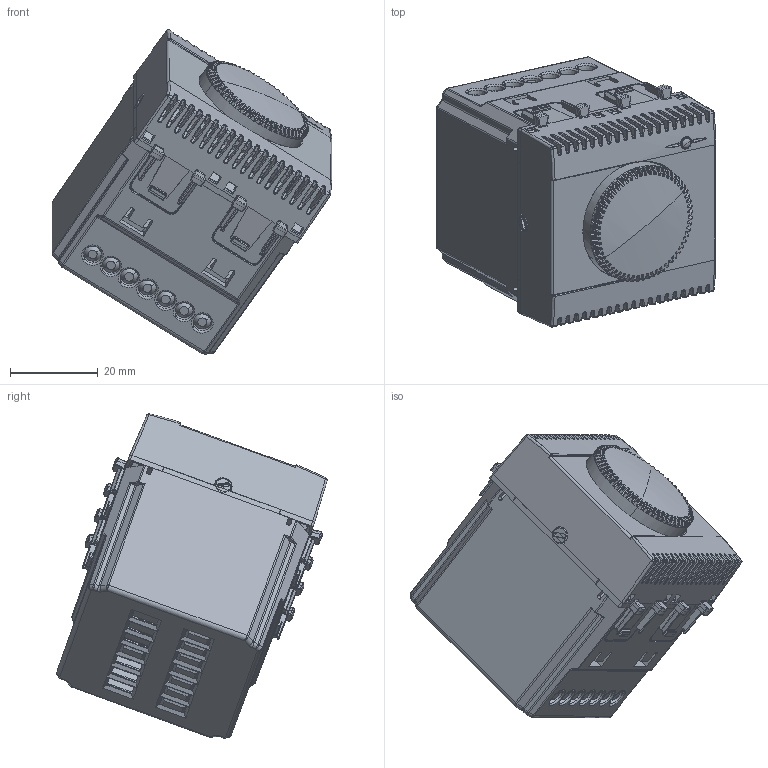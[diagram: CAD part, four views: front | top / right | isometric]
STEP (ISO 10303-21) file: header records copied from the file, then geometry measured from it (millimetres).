
FILE_DESCRIPTION(('CATIA V5 STEP Exchange'),'2;1');
FILE_NAME('441079.stp','2024-02-22T14:48:56+00:00',('none'),('none'),'CATIA Version 5-6 Release 2016 SP6','CATIA V5 STEP AP203','none');
FILE_SCHEMA(('CONFIG_CONTROL_DESIGN'));
Products named in the file (1): 441079
Assembly tree (15 placements, depth 2):
  441079
    #57
    #25015
    #124107
    #124520
    #126891
    #127060
    #128851
    #163453
    #169270
    #170498  x6
Bounding box: 63.79 x 61.8 x 74.09 mm (x, y, z)
Volume: 28244.2 mm3; surface area: 42961.2 mm2
Topology: 18 solids, 18 shells, 3847 faces, 10274 edges, 6339 vertices
Faces by surface type: plane 1597, cylinder 978, bspline 662, cone 434, torus 106, sphere 68, revolution 2
Entity records: 171161 total; most frequent: CARTESIAN_POINT 93681, ORIENTED_EDGE 19820, EDGE_CURVE 9910, DIRECTION 9703, VERTEX_POINT 6167, B_SPLINE_CURVE_WITH_KNOTS 4520, VECTOR 4017, LINE 4017
